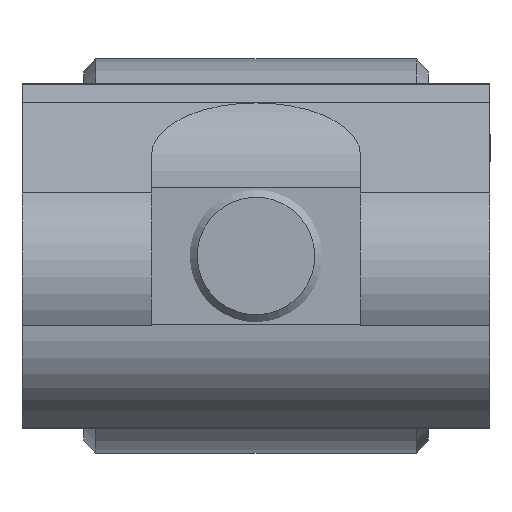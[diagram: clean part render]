
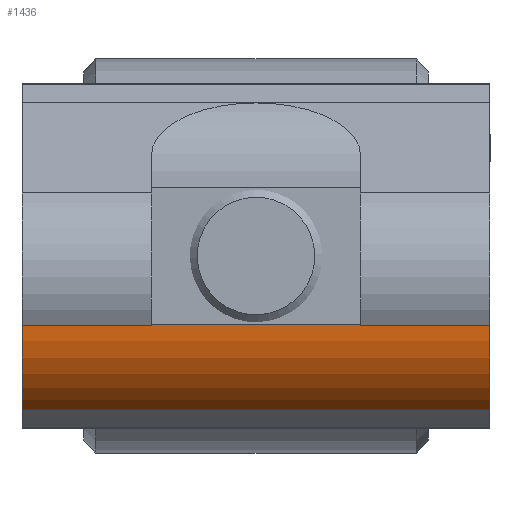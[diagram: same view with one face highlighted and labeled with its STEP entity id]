
A CAD part, front view. The second image highlights one B-rep face of the part: STEP entity #1436.
In plain terms, the highlighted cylindrical face has radius 4 mm (diameter 8 mm), a partial arc.
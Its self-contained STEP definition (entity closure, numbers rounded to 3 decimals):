
#162=LINE('',#2567,#292);
#163=LINE('',#2568,#293);
#292=VECTOR('',#2010,10.);
#293=VECTOR('',#2011,10.);
#334=CYLINDRICAL_SURFACE('',#1638,4.);
#405=FACE_OUTER_BOUND('',#481,.T.);
#481=EDGE_LOOP('',(#1252,#1253,#1254,#1255));
#533=CIRCLE('',#1601,4.);
#542=CIRCLE('',#1611,4.);
#637=VERTEX_POINT('',#2424);
#638=VERTEX_POINT('',#2426);
#663=VERTEX_POINT('',#2478);
#664=VERTEX_POINT('',#2480);
#811=EDGE_CURVE('',#637,#638,#533,.T.);
#838=EDGE_CURVE('',#663,#664,#542,.T.);
#882=EDGE_CURVE('',#664,#637,#162,.T.);
#883=EDGE_CURVE('',#663,#638,#163,.T.);
#1252=ORIENTED_EDGE('',*,*,#882,.F.);
#1253=ORIENTED_EDGE('',*,*,#838,.F.);
#1254=ORIENTED_EDGE('',*,*,#883,.T.);
#1255=ORIENTED_EDGE('',*,*,#811,.F.);
#1436=ADVANCED_FACE('',(#405),#334,.T.);
#1601=AXIS2_PLACEMENT_3D('',#2427,#1875,#1876);
#1611=AXIS2_PLACEMENT_3D('',#2481,#1913,#1914);
#1638=AXIS2_PLACEMENT_3D('',#2566,#2008,#2009);
#1875=DIRECTION('center_axis',(0.,-1.,0.));
#1876=DIRECTION('ref_axis',(-0.5,0.,-0.866));
#1913=DIRECTION('center_axis',(0.,1.,0.));
#1914=DIRECTION('ref_axis',(-0.5,0.,-0.866));
#2008=DIRECTION('center_axis',(0.,1.,0.));
#2009=DIRECTION('ref_axis',(-0.5,0.,-0.866));
#2010=DIRECTION('',(0.,-1.,0.));
#2011=DIRECTION('',(0.,-1.,0.));
#2424=CARTESIAN_POINT('',(3.7,-9.5,2.774));
#2426=CARTESIAN_POINT('',(1.7,-9.5,6.238));
#2427=CARTESIAN_POINT('Origin',(-0.3,-9.5,2.774));
#2478=CARTESIAN_POINT('',(1.7,9.5,6.238));
#2480=CARTESIAN_POINT('',(3.7,9.5,2.774));
#2481=CARTESIAN_POINT('Origin',(-0.3,9.5,2.774));
#2566=CARTESIAN_POINT('Origin',(-0.3,0.,2.774));
#2567=CARTESIAN_POINT('',(3.7,0.,2.774));
#2568=CARTESIAN_POINT('',(1.7,0.,6.238));
